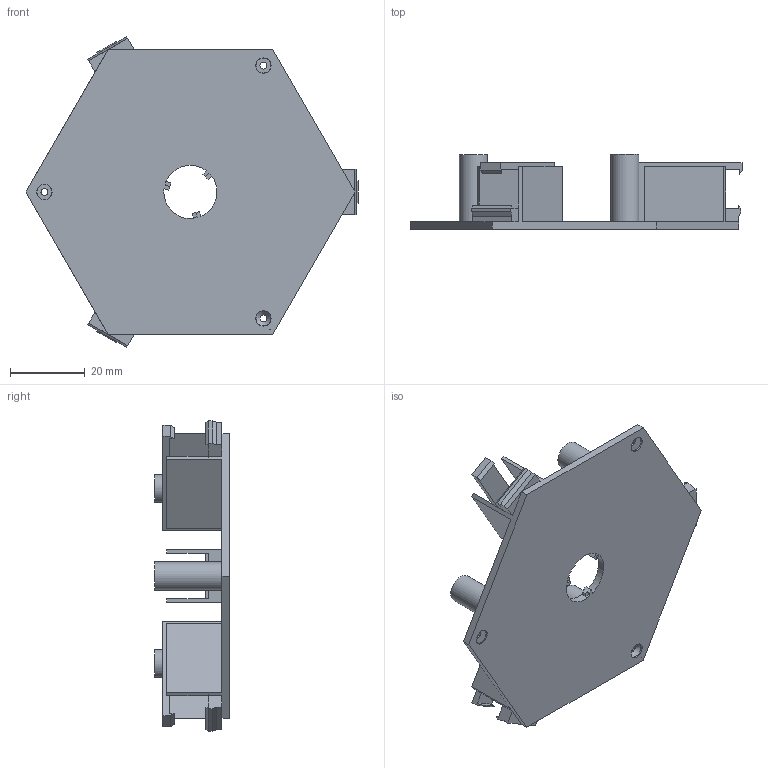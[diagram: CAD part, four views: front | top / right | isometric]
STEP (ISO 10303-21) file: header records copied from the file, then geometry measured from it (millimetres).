
FILE_DESCRIPTION(/* description */ (''),/* implementation_level */ '2;1');
FILE_NAME(/* name */ 'Outside Omniwheel Base.step',/* time_stamp */ '2022-12-02T21:43:38+01:00',/* author */ (''),/* organization */ (''),/* preprocessor_version */ 'ST-DEVELOPER v19.2',/* originating_system */ 'Autodesk Translation Framework v11.17.0.187',/* authorisation */ '');
FILE_SCHEMA (('AUTOMOTIVE_DESIGN { 1 0 10303 214 3 1 1 }'));
Length unit declared in the file: millimetre
Products named in the file (1): Cellulo MM Base V2.b.01 Outside Omni Led Version
Bounding box: 88.69 x 20 x 82.91 mm (x, y, z)
Volume: 18911.6 mm3; surface area: 17786.8 mm2
Topology: 1 solids, 1 shells, 146 faces, 396 edges, 258 vertices
Faces by surface type: plane 124, cylinder 16, cone 6
Full cylindrical faces by diameter (mm): 1.85 x6, 4.1 x3, 7.5 x3
Entity records: 4549 total; most frequent: CARTESIAN_POINT 798, ORIENTED_EDGE 786, DIRECTION 722, EDGE_CURVE 393, LINE 358, VECTOR 358, VERTEX_POINT 258, AXIS2_PLACEMENT_3D 182
